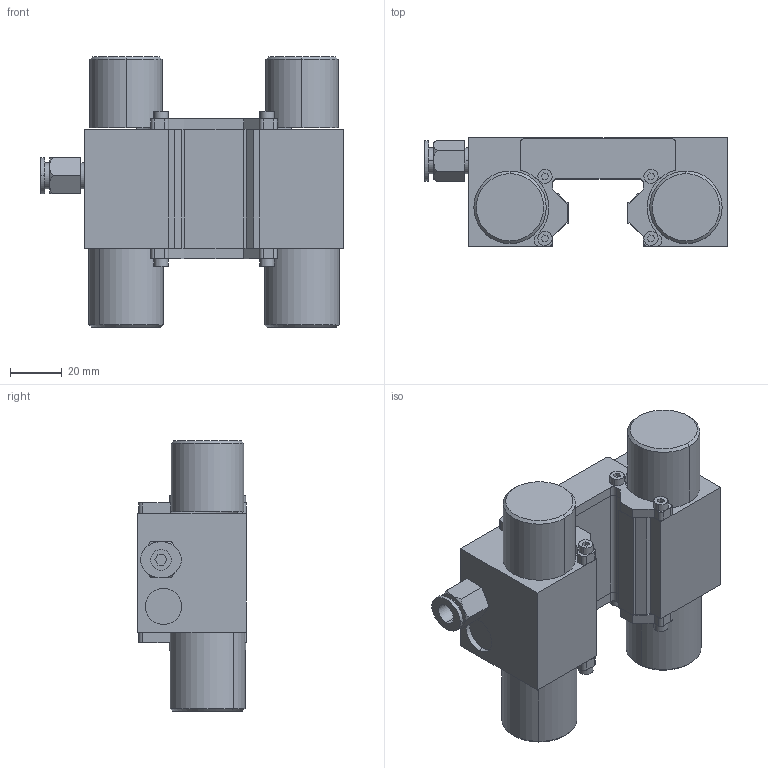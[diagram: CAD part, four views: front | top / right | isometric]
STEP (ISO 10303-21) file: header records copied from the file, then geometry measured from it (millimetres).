
FILE_DESCRIPTION (( 'STEP AP214' ), '1' );
FILE_NAME ('CPBS35R.STEP', '2017-01-20T09:18:01', ( 'Sky123.Org' ), ( 'Sky123.Org' ), 'SwSTEP 2.0', 'SolidWorks 2012', '' );
FILE_SCHEMA (( 'AUTOMOTIVE_DESIGN' ));
Length unit declared in the file: millimetre
Products named in the file (1): CPBS35R
Bounding box: 117 x 42 x 104.5 mm (x, y, z)
Volume: 245348.8 mm3; surface area: 55060.9 mm2
Topology: 19 solids, 19 shells, 394 faces, 916 edges, 574 vertices
Faces by surface type: plane 200, cylinder 120, cone 66, torus 6, bspline 2
Entity records: 15668 total; most frequent: CARTESIAN_POINT 2015, DIRECTION 1954, ORIENTED_EDGE 1784, EDGE_CURVE 892, AXIS2_PLACEMENT_3D 685, LINE 584, VECTOR 584, VERTEX_POINT 574
